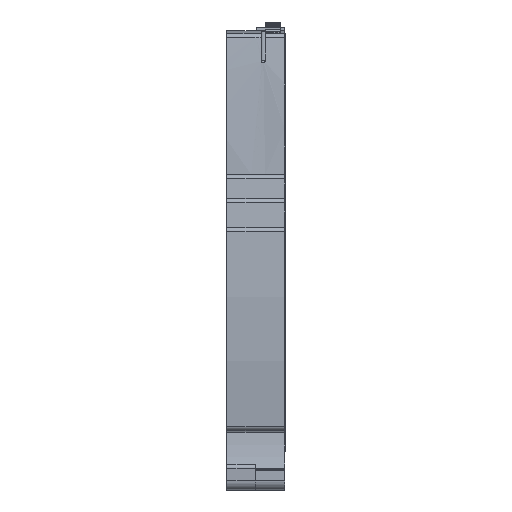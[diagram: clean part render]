
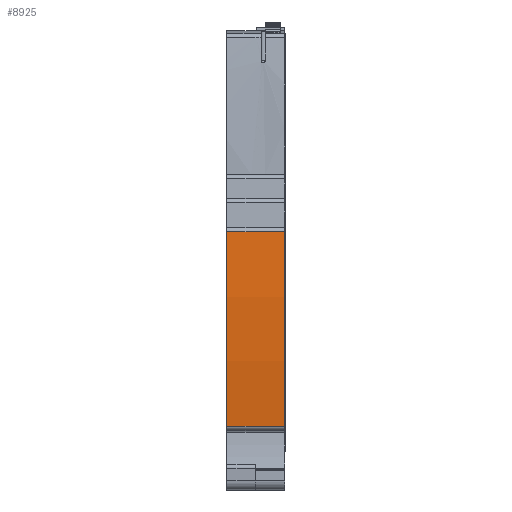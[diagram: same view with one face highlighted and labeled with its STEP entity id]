
A CAD part, front view. The second image highlights one B-rep face of the part: STEP entity #8925.
In plain terms, the highlighted cylindrical face has radius 202 mm (diameter 404 mm), a partial arc.
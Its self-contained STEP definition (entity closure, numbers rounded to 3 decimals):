
#808=AXIS2_PLACEMENT_3D('Circle Axis2P3D',#806,#807,$) ;
#4283=AXIS2_PLACEMENT_3D('Circle Axis2P3D',#4281,#4282,$) ;
#8912=AXIS2_PLACEMENT_3D('Cylinder Axis2P3D',#8909,#8910,#8911) ;
#803=CARTESIAN_POINT('Vertex',(12.05,0.609,53.828)) ;
#806=CARTESIAN_POINT('Axis2P3D Location',(12.05,202.,38.15)) ;
#810=CARTESIAN_POINT('Vertex',(12.05,1.531,13.327)) ;
#4278=CARTESIAN_POINT('Vertex',(0.,1.531,13.327)) ;
#4281=CARTESIAN_POINT('Axis2P3D Location',(0.,202.,38.15)) ;
#4285=CARTESIAN_POINT('Vertex',(0.,0.609,53.828)) ;
#8896=CARTESIAN_POINT('Line Origine',(1.94,0.609,53.828)) ;
#8909=CARTESIAN_POINT('Axis2P3D Location',(2.55,202.,38.15)) ;
#8914=CARTESIAN_POINT('Line Origine',(2.55,1.531,13.327)) ;
#807=DIRECTION('Axis2P3D Direction',(1.,0.,0.)) ;
#4282=DIRECTION('Axis2P3D Direction',(1.,0.,0.)) ;
#8897=DIRECTION('Vector Direction',(1.,0.,0.)) ;
#8910=DIRECTION('Axis2P3D Direction',(1.,0.,0.)) ;
#8911=DIRECTION('Axis2P3D XDirection',(0.,-0.997,0.082)) ;
#8915=DIRECTION('Vector Direction',(1.,0.,0.)) ;
#8898=VECTOR('Line Direction',#8897,1.) ;
#8916=VECTOR('Line Direction',#8915,1.) ;
#8920=ORIENTED_EDGE('',*,*,#4287,.T.) ;
#8921=ORIENTED_EDGE('',*,*,#8918,.F.) ;
#8922=ORIENTED_EDGE('',*,*,#812,.F.) ;
#8923=ORIENTED_EDGE('',*,*,#8900,.T.) ;
#8925=ADVANCED_FACE('KLEMME',(#8924),#8913,.T.) ;
#809=CIRCLE('generated circle',#808,202.) ;
#4284=CIRCLE('generated circle',#4283,202.) ;
#8913=CYLINDRICAL_SURFACE('generated cylinder',#8912,202.) ;
#812=EDGE_CURVE('',#804,#811,#809,.T.) ;
#4287=EDGE_CURVE('',#4286,#4279,#4284,.T.) ;
#8900=EDGE_CURVE('',#804,#4286,#8899,.F.) ;
#8918=EDGE_CURVE('',#811,#4279,#8917,.F.) ;
#8919=EDGE_LOOP('',(#8920,#8921,#8922,#8923)) ;
#8924=FACE_OUTER_BOUND('',#8919,.T.) ;
#8899=LINE('Line',#8896,#8898) ;
#8917=LINE('Line',#8914,#8916) ;
#804=VERTEX_POINT('',#803) ;
#811=VERTEX_POINT('',#810) ;
#4279=VERTEX_POINT('',#4278) ;
#4286=VERTEX_POINT('',#4285) ;
